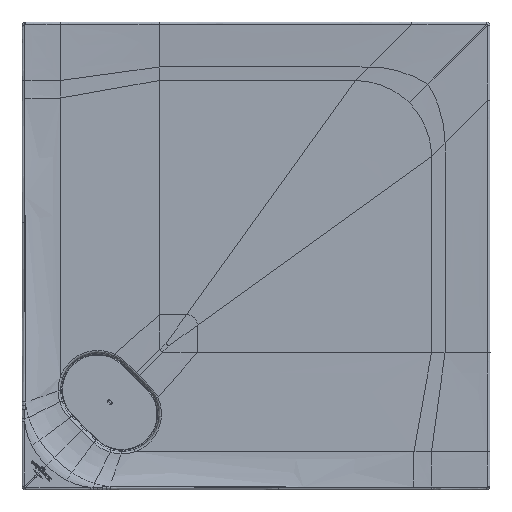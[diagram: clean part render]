
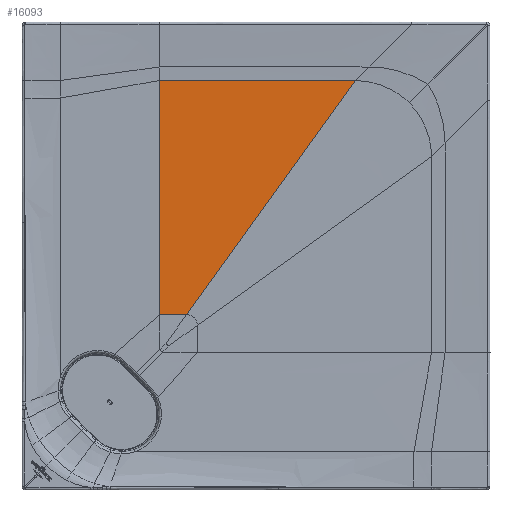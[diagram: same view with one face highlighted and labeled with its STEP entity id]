
A CAD part, front view. The second image highlights one B-rep face of the part: STEP entity #16093.
In plain terms, the highlighted free-form (B-spline) face has degree [5, 5] with [6, 6] control points.
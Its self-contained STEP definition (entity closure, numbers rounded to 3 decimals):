
#4245=DIRECTION('',(0.,-0.023,1.));
#4246=VECTOR('',#4245,400.541);
#4247=CARTESIAN_POINT('',(84.506,14.076,149.561));
#4248=LINE('',#4247,#4246);
#4249=DIRECTION('',(-1.,0.,0.));
#4250=VECTOR('',#4249,335.494);
#4251=CARTESIAN_POINT('',(420.,5.,550.));
#4252=LINE('',#4251,#4250);
#4253=CARTESIAN_POINT('',(131.391,14.076,149.559));
#4254=CARTESIAN_POINT('',(115.763,14.076,149.559));
#4255=CARTESIAN_POINT('',(100.134,14.076,149.56));
#4256=CARTESIAN_POINT('',(84.506,14.076,149.561));
#4258=CARTESIAN_POINT('',(84.506,5.,550.));
#4328=CARTESIAN_POINT('',(420.,5.,550.));
#4493=CARTESIAN_POINT('',(131.391,14.076,149.559));
#4495=CARTESIAN_POINT('',(420.,5.,550.));
#4496=CARTESIAN_POINT('',(323.797,8.025,416.52));
#4497=CARTESIAN_POINT('',(227.593,11.051,283.039));
#4498=CARTESIAN_POINT('',(131.391,14.076,149.559));
#4854=VERTEX_POINT('',#4493);
#4858=VERTEX_POINT('',#4328);
#4861=VERTEX_POINT('',#4258);
#4865=CARTESIAN_POINT('',(84.506,14.076,149.561));
#4866=VERTEX_POINT('',#4865);
#16048=CARTESIAN_POINT('',(431.007,4.909,554.004));
#16049=CARTESIAN_POINT('',(370.718,6.761,472.314));
#16050=CARTESIAN_POINT('',(310.428,8.612,390.624));
#16051=CARTESIAN_POINT('',(250.139,10.464,308.934));
#16052=CARTESIAN_POINT('',(189.85,12.316,227.244));
#16053=CARTESIAN_POINT('',(129.561,14.167,145.555));
#16054=CARTESIAN_POINT('',(360.082,4.909,554.004));
#16055=CARTESIAN_POINT('',(312.134,6.761,472.314));
#16056=CARTESIAN_POINT('',(264.185,8.612,390.624));
#16057=CARTESIAN_POINT('',(216.236,10.464,308.934));
#16058=CARTESIAN_POINT('',(168.287,12.316,227.245));
#16059=CARTESIAN_POINT('',(120.339,14.167,145.555));
#16060=CARTESIAN_POINT('',(289.158,4.909,554.004));
#16061=CARTESIAN_POINT('',(253.55,6.761,472.315));
#16062=CARTESIAN_POINT('',(217.941,8.612,390.625));
#16063=CARTESIAN_POINT('',(182.333,10.464,308.935));
#16064=CARTESIAN_POINT('',(146.725,12.316,227.245));
#16065=CARTESIAN_POINT('',(111.117,14.167,145.555));
#16066=CARTESIAN_POINT('',(218.234,4.909,554.004));
#16067=CARTESIAN_POINT('',(194.966,6.761,472.315));
#16068=CARTESIAN_POINT('',(171.698,8.612,390.625));
#16069=CARTESIAN_POINT('',(148.43,10.464,308.936));
#16070=CARTESIAN_POINT('',(125.162,12.316,227.246));
#16071=CARTESIAN_POINT('',(101.894,14.167,145.556));
#16072=CARTESIAN_POINT('',(147.31,4.909,554.004));
#16073=CARTESIAN_POINT('',(136.382,6.761,472.315));
#16074=CARTESIAN_POINT('',(125.455,8.612,390.626));
#16075=CARTESIAN_POINT('',(114.527,10.464,308.937));
#16076=CARTESIAN_POINT('',(103.6,12.316,227.247));
#16077=CARTESIAN_POINT('',(92.672,14.167,145.556));
#16078=CARTESIAN_POINT('',(76.385,4.909,554.004));
#16079=CARTESIAN_POINT('',(77.798,6.761,472.315));
#16080=CARTESIAN_POINT('',(79.211,8.612,390.626));
#16081=CARTESIAN_POINT('',(80.624,10.464,308.938));
#16082=CARTESIAN_POINT('',(82.037,12.315,227.248));
#16083=CARTESIAN_POINT('',(83.45,14.167,145.557));
#16084=B_SPLINE_SURFACE_WITH_KNOTS('',5,5,((#16048,#16049,#16050,#16051,#16052,
#16053),(#16054,#16055,#16056,#16057,#16058,#16059),(#16060,#16061,#16062,
#16063,#16064,#16065),(#16066,#16067,#16068,#16069,#16070,#16071),(#16072,
#16073,#16074,#16075,#16076,#16077),(#16078,#16079,#16080,#16081,#16082,
#16083)),.UNSPECIFIED.,.F.,.F.,.F.,(6,6),(6,6),(0.605,
1.009),(-0.009,0.869),.UNSPECIFIED.);
#16085=ORIENTED_EDGE('',*,*,#6034,.T.);
#16087=ORIENTED_EDGE('',*,*,#16086,.F.);
#16089=ORIENTED_EDGE('',*,*,#16088,.T.);
#16090=ORIENTED_EDGE('',*,*,#16042,.T.);
#16091=EDGE_LOOP('',(#16085,#16087,#16089,#16090));
#16092=FACE_OUTER_BOUND('',#16091,.F.);
#4257=B_SPLINE_CURVE_WITH_KNOTS('',3,(#4253,#4254,#4255,#4256),.UNSPECIFIED.,
.F.,.F.,(4,4),(0.,1.),.UNSPECIFIED.);
#4499=B_SPLINE_CURVE_WITH_KNOTS('',3,(#4495,#4496,#4497,#4498),.UNSPECIFIED.,
.F.,.F.,(4,4),(0.,1.),.UNSPECIFIED.);
#6034=EDGE_CURVE('',#4866,#4861,#4248,.T.);
#16042=EDGE_CURVE('',#4854,#4866,#4257,.T.);
#16086=EDGE_CURVE('',#4858,#4861,#4252,.T.);
#16088=EDGE_CURVE('',#4858,#4854,#4499,.T.);
#16093=ADVANCED_FACE('',(#16092),#16084,.T.);
